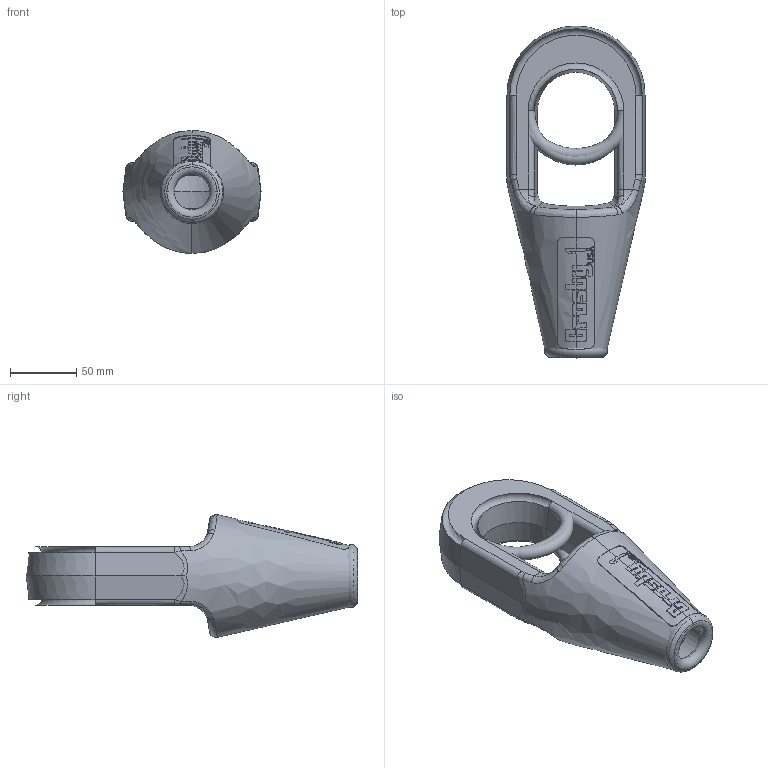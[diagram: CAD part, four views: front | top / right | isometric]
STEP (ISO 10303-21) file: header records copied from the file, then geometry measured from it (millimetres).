
FILE_DESCRIPTION((''),'2;1');
FILE_NAME('CROSBY_417_100_1040019-1040028','2011-08-31T',('Alan Doughty'),('The Crosby Group LLC'),'PRO/ENGINEER BY PARAMETRIC TECHNOLOGY CORPORATION, 2010230','PRO/ENGINEER BY PARAMETRIC TECHNOLOGY CORPORATION, 2010230','');
FILE_SCHEMA(('CONFIG_CONTROL_DESIGN'));
Length unit declared in the file: inch
Products named in the file (1): CROSBY_417_100_1040019-1040028
Bounding box: 104.65 x 251.46 x 93.21 mm (x, y, z)
Surface area: 117270.4 mm2 (no closed solid volume)
Topology: 0 solids, 0 shells, 311 faces, 1740 edges, 1728 vertices
Faces by surface type: bspline 295, torus 12, sphere 4
Entity records: 27183 total; most frequent: CARTESIAN_POINT 15326, DEFINITIONAL_REPRESENTATION 1712, PCURVE 1712, COMPOSITE_CURVE_SEGMENT 1712, B_SPLINE_CURVE_WITH_KNOTS 1546, DIRECTION 1137, TRIMMED_CURVE 1022, VECTOR 939
